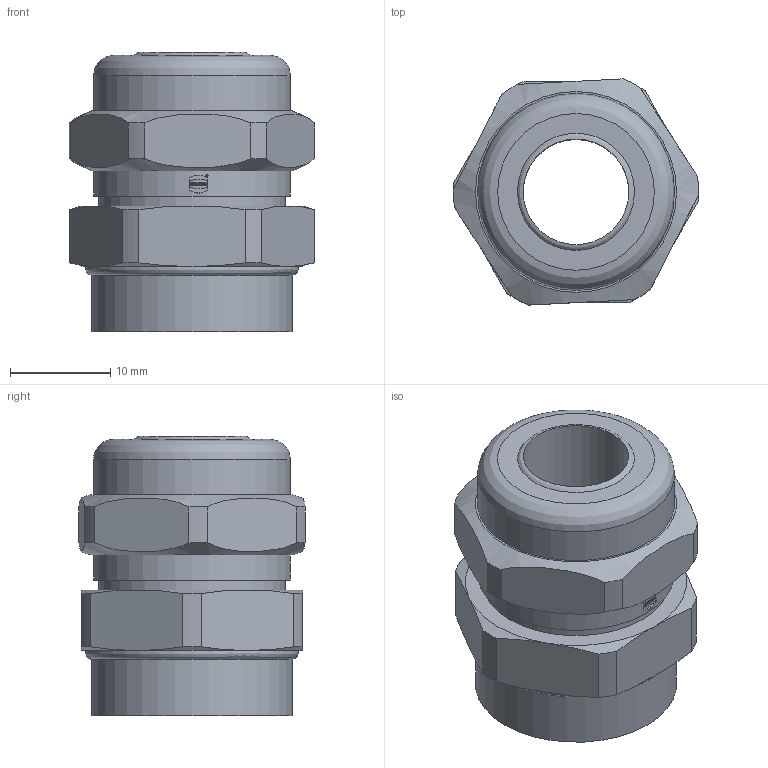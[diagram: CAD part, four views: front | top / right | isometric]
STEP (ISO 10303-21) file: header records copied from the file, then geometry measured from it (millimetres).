
FILE_DESCRIPTION(/* description */ (''),/* implementation_level */ '2;1');
FILE_NAME(/* name */ '100223270ugm000_e.stp',/* time_stamp */ '2020-04-22T09:04:40+02:00',/* author */ (''),/* organization */ (''),/* preprocessor_version */ 'ST-DEVELOPER v16.7',/* originating_system */ 'SIEMENS PLM Software NX 12.0',/* authorisation */ '');
FILE_SCHEMA (('AUTOMOTIVE_DESIGN { 1 0 10303 214 3 1 1 1 }'));
Length unit declared in the file: millimetre
Products named in the file (1): 100223270ugm000_e
Bounding box: 24.39 x 22.52 x 27.8 mm (x, y, z)
Volume: 7268.2 mm3; surface area: 3563.3 mm2
Topology: 1 solids, 1 shells, 155 faces, 474 edges, 427 vertices
Faces by surface type: plane 105, cylinder 31, bspline 17, extrusion 2
Full cylindrical faces by diameter (mm): 0.205 x1, 0.242 x1, 10.5 x1, 18.6 x1, 19.6 x2, 20 x1
Entity records: 7704 total; most frequent: CARTESIAN_POINT 2273, DIRECTION 803, ORIENTED_EDGE 750, EDGE_CURVE 375, VECTOR 291, LINE 289, AXIS2_PLACEMENT_3D 256, VERTEX_POINT 254
